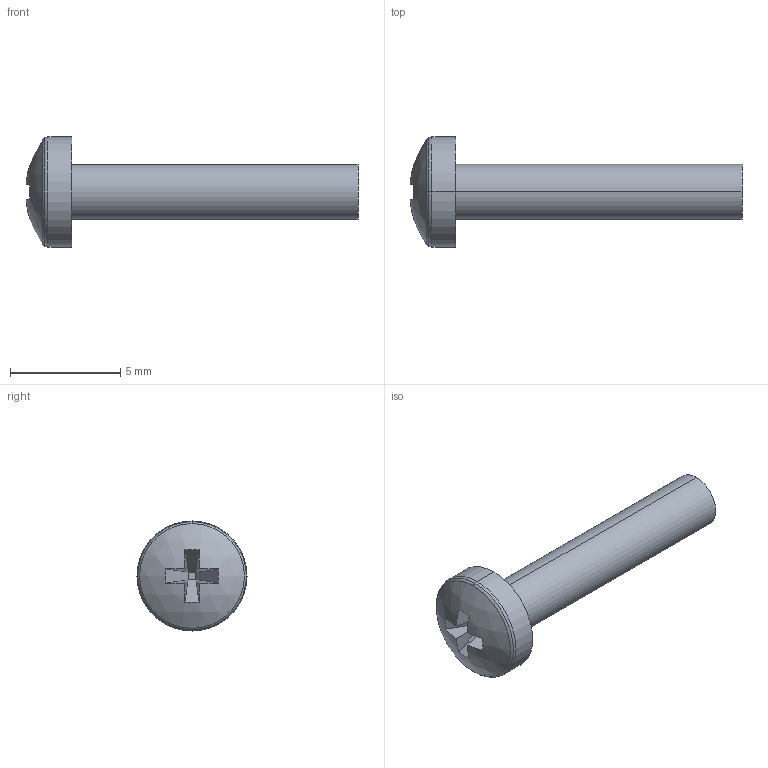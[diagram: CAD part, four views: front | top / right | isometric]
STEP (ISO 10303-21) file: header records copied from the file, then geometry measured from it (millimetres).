
FILE_DESCRIPTION((''),'2;1');
FILE_NAME('PAN_CROSS_HEAD_AM','2023-02-15T17:17:44',('matteo.grassi'),(''),'CREO PARAMETRIC BY PTC INC, 2018020','CREO PARAMETRIC BY PTC INC, 2018020','');
FILE_SCHEMA(('AUTOMOTIVE_DESIGN { 1 0 10303 214 1 1 1 1 }'));
Length unit declared in the file: millimetre
Products named in the file (1): PAN_CROSS_HEAD_AM
Bounding box: 15.07 x 5 x 5 mm (x, y, z)
Volume: 94.8 mm3; surface area: 168.7 mm2
Topology: 1 solids, 1 shells, 24 faces, 50 edges, 30 vertices
Faces by surface type: plane 15, torus 4, cylinder 4, sphere 1
Entity records: 963 total; most frequent: DIRECTION 130, CARTESIAN_POINT 107, COLOUR_RGB 106, ORIENTED_EDGE 100, AXIS2_PLACEMENT_3D 55, PRESENTATION_STYLE_ASSIGNMENT 51, STYLED_ITEM 51, CURVE_STYLE 50
